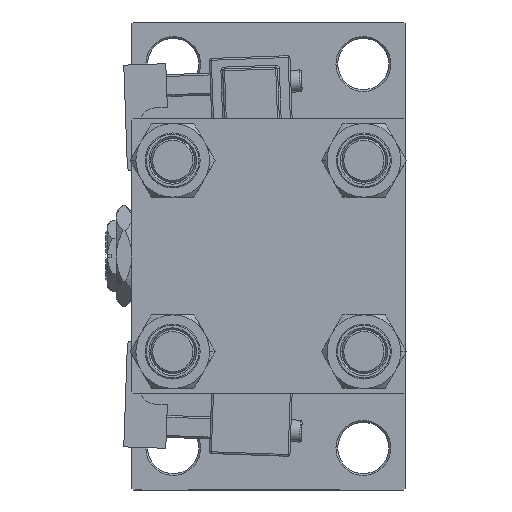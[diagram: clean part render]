
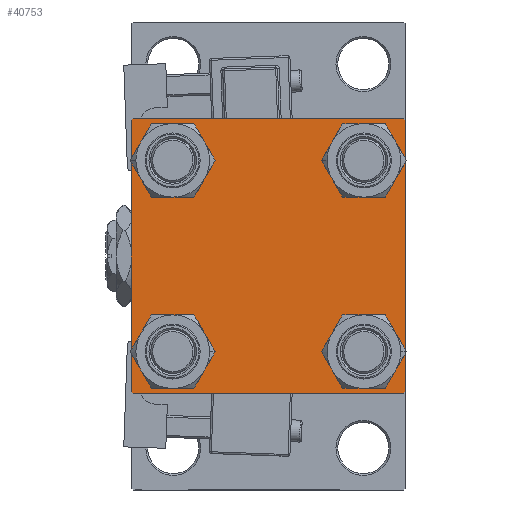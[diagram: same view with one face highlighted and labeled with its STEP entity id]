
A CAD part, left-side view. The second image highlights one B-rep face of the part: STEP entity #40753.
In plain terms, the highlighted planar face has unit normal (-1, 0, 0).
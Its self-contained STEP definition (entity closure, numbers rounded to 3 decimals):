
#1522 = CARTESIAN_POINT ( 'NONE',  ( 0., -26.15, -32.65 ) ) ;
#1538 = ORIENTED_EDGE ( 'NONE', *, *, #15688, .T. ) ;
#1669 = EDGE_LOOP ( 'NONE', ( #33935, #29039 ) ) ;
#1854 = VERTEX_POINT ( 'NONE', #46834 ) ;
#1871 = ORIENTED_EDGE ( 'NONE', *, *, #41453, .T. ) ;
#2125 = CARTESIAN_POINT ( 'NONE',  ( 0., -37.25, -37.25 ) ) ;
#2354 = AXIS2_PLACEMENT_3D ( 'NONE', #19550, #48304, #20600 ) ;
#2446 = EDGE_CURVE ( 'NONE', #41821, #31465, #25751, .T. ) ;
#2536 = DIRECTION ( 'NONE',  ( 0., -1., 0. ) ) ;
#2930 = VERTEX_POINT ( 'NONE', #46000 ) ;
#3106 = DIRECTION ( 'NONE',  ( 0., 0., 1. ) ) ;
#3278 = FACE_BOUND ( 'NONE', #33805, .T. ) ;
#3620 = LINE ( 'NONE', #48524, #13287 ) ;
#3686 = VECTOR ( 'NONE', #49155, 1000. ) ;
#4519 = VERTEX_POINT ( 'NONE', #51496 ) ;
#4530 = EDGE_CURVE ( 'NONE', #33148, #31176, #34845, .T. ) ;
#4620 = EDGE_CURVE ( 'NONE', #1854, #27476, #32107, .T. ) ;
#4914 = ORIENTED_EDGE ( 'NONE', *, *, #4620, .T. ) ;
#5228 = CIRCLE ( 'NONE', #33592, 6.5 ) ;
#5418 = CARTESIAN_POINT ( 'NONE',  ( 0., -26.15, 26.15 ) ) ;
#5555 = DIRECTION ( 'NONE',  ( 0., 0., -1. ) ) ;
#5677 = DIRECTION ( 'NONE',  ( 1., 0., 0. ) ) ;
#5716 = EDGE_CURVE ( 'NONE', #33148, #31465, #47306, .T. ) ;
#6777 = CARTESIAN_POINT ( 'NONE',  ( 0., 0., 0. ) ) ;
#7141 = EDGE_LOOP ( 'NONE', ( #1538, #32419 ) ) ;
#7350 = VERTEX_POINT ( 'NONE', #8198 ) ;
#7605 = CARTESIAN_POINT ( 'NONE',  ( 0., 26.15, 26.15 ) ) ;
#8198 = CARTESIAN_POINT ( 'NONE',  ( 0., -26.15, 19.65 ) ) ;
#9033 = VECTOR ( 'NONE', #2536, 1000. ) ;
#9073 = CIRCLE ( 'NONE', #23658, 6.5 ) ;
#9108 = CIRCLE ( 'NONE', #14276, 6.5 ) ;
#10209 = ORIENTED_EDGE ( 'NONE', *, *, #13520, .T. ) ;
#10344 = DIRECTION ( 'NONE',  ( 1., 0., 0. ) ) ;
#10418 = VERTEX_POINT ( 'NONE', #1522 ) ;
#10555 = FACE_BOUND ( 'NONE', #12262, .T. ) ;
#10861 = AXIS2_PLACEMENT_3D ( 'NONE', #7605, #24015, #40404 ) ;
#11316 = CARTESIAN_POINT ( 'NONE',  ( 0., 37.5, 37. ) ) ;
#11628 = FACE_OUTER_BOUND ( 'NONE', #42208, .T. ) ;
#11857 = DIRECTION ( 'NONE',  ( 1., 0., 0. ) ) ;
#11899 = CARTESIAN_POINT ( 'NONE',  ( 0., 37., 37.5 ) ) ;
#12262 = EDGE_LOOP ( 'NONE', ( #37907, #27551 ) ) ;
#12365 = AXIS2_PLACEMENT_3D ( 'NONE', #32418, #20314, #3106 ) ;
#12608 = CARTESIAN_POINT ( 'NONE',  ( 0., 37.25, -37.25 ) ) ;
#12649 = ORIENTED_EDGE ( 'NONE', *, *, #39015, .T. ) ;
#12882 = CARTESIAN_POINT ( 'NONE',  ( 0., -26.15, -19.65 ) ) ;
#13287 = VECTOR ( 'NONE', #23809, 1000. ) ;
#13520 = EDGE_CURVE ( 'NONE', #27476, #1854, #34044, .T. ) ;
#13849 = CARTESIAN_POINT ( 'NONE',  ( 0., -26.15, -26.15 ) ) ;
#14276 = AXIS2_PLACEMENT_3D ( 'NONE', #13849, #10344, #34555 ) ;
#15688 = EDGE_CURVE ( 'NONE', #48742, #10418, #25562, .T. ) ;
#16038 = ORIENTED_EDGE ( 'NONE', *, *, #2446, .F. ) ;
#16434 = ORIENTED_EDGE ( 'NONE', *, *, #5716, .T. ) ;
#18038 = DIRECTION ( 'NONE',  ( 0., 0.707, 0.707 ) ) ;
#18044 = DIRECTION ( 'NONE',  ( 0., 0., 1. ) ) ;
#19550 = CARTESIAN_POINT ( 'NONE',  ( 0., -26.15, -26.15 ) ) ;
#20314 = DIRECTION ( 'NONE',  ( 1., 0., 0. ) ) ;
#20600 = DIRECTION ( 'NONE',  ( 0., 0., 1. ) ) ;
#20968 = VECTOR ( 'NONE', #18038, 1000. ) ;
#22232 = CARTESIAN_POINT ( 'NONE',  ( 0., 37.5, -37. ) ) ;
#22509 = DIRECTION ( 'NONE',  ( 1., 0., 0. ) ) ;
#22773 = CARTESIAN_POINT ( 'NONE',  ( 0., 26.15, -26.15 ) ) ;
#23219 = ORIENTED_EDGE ( 'NONE', *, *, #39875, .T. ) ;
#23392 = EDGE_CURVE ( 'NONE', #27829, #31176, #27396, .T. ) ;
#23535 = CARTESIAN_POINT ( 'NONE',  ( 0., 26.15, -26.15 ) ) ;
#23658 = AXIS2_PLACEMENT_3D ( 'NONE', #5418, #5677, #18044 ) ;
#23809 = DIRECTION ( 'NONE',  ( 0., 0.707, -0.707 ) ) ;
#23883 = ORIENTED_EDGE ( 'NONE', *, *, #23392, .T. ) ;
#24015 = DIRECTION ( 'NONE',  ( 1., 0., 0. ) ) ;
#25562 = CIRCLE ( 'NONE', #2354, 6.5 ) ;
#25751 = LINE ( 'NONE', #42146, #3686 ) ;
#26356 = CARTESIAN_POINT ( 'NONE',  ( 0., -37., 37.5 ) ) ;
#26660 = EDGE_CURVE ( 'NONE', #7350, #4519, #39469, .T. ) ;
#27005 = CARTESIAN_POINT ( 'NONE',  ( 0., 26.15, 19.65 ) ) ;
#27087 = AXIS2_PLACEMENT_3D ( 'NONE', #22773, #22509, #46698 ) ;
#27222 = FACE_BOUND ( 'NONE', #7141, .T. ) ;
#27396 = LINE ( 'NONE', #2125, #33616 ) ;
#27476 = VERTEX_POINT ( 'NONE', #27005 ) ;
#27489 = DIRECTION ( 'NONE',  ( -1., 0., 0. ) ) ;
#27551 = ORIENTED_EDGE ( 'NONE', *, *, #26660, .T. ) ;
#27829 = VERTEX_POINT ( 'NONE', #28464 ) ;
#28464 = CARTESIAN_POINT ( 'NONE',  ( 0., -37., -37.5 ) ) ;
#28566 = LINE ( 'NONE', #37163, #28693 ) ;
#28693 = VECTOR ( 'NONE', #44947, 1000. ) ;
#29039 = ORIENTED_EDGE ( 'NONE', *, *, #52886, .T. ) ;
#31176 = VERTEX_POINT ( 'NONE', #51144 ) ;
#31287 = VECTOR ( 'NONE', #33311, 1000. ) ;
#31465 = VERTEX_POINT ( 'NONE', #26356 ) ;
#32060 = FACE_BOUND ( 'NONE', #1669, .T. ) ;
#32107 = CIRCLE ( 'NONE', #12365, 6.5 ) ;
#32135 = DIRECTION ( 'NONE',  ( 1., 0., 0. ) ) ;
#32393 = CARTESIAN_POINT ( 'NONE',  ( 0., 37.5, -37.5 ) ) ;
#32418 = CARTESIAN_POINT ( 'NONE',  ( 0., 26.15, 26.15 ) ) ;
#32419 = ORIENTED_EDGE ( 'NONE', *, *, #46763, .T. ) ;
#33043 = LINE ( 'NONE', #12608, #31287 ) ;
#33058 = AXIS2_PLACEMENT_3D ( 'NONE', #6777, #27489, #52210 ) ;
#33148 = VERTEX_POINT ( 'NONE', #46001 ) ;
#33311 = DIRECTION ( 'NONE',  ( 0., -0.707, -0.707 ) ) ;
#33592 = AXIS2_PLACEMENT_3D ( 'NONE', #23535, #32135, #44744 ) ;
#33616 = VECTOR ( 'NONE', #51325, 1000. ) ;
#33805 = EDGE_LOOP ( 'NONE', ( #4914, #10209 ) ) ;
#33935 = ORIENTED_EDGE ( 'NONE', *, *, #45618, .T. ) ;
#33974 = CIRCLE ( 'NONE', #27087, 6.5 ) ;
#34044 = CIRCLE ( 'NONE', #10861, 6.5 ) ;
#34173 = CARTESIAN_POINT ( 'NONE',  ( 0., -37.25, 37.25 ) ) ;
#34555 = DIRECTION ( 'NONE',  ( 0., 0., 1. ) ) ;
#34845 = LINE ( 'NONE', #42649, #46663 ) ;
#34909 = VERTEX_POINT ( 'NONE', #48092 ) ;
#35830 = PLANE ( 'NONE',  #33058 ) ;
#36637 = CARTESIAN_POINT ( 'NONE',  ( 0., 37., -37.5 ) ) ;
#37163 = CARTESIAN_POINT ( 'NONE',  ( 0., 37.5, 37.5 ) ) ;
#37907 = ORIENTED_EDGE ( 'NONE', *, *, #42018, .T. ) ;
#38846 = ORIENTED_EDGE ( 'NONE', *, *, #4530, .F. ) ;
#39015 = EDGE_CURVE ( 'NONE', #49497, #44132, #28566, .T. ) ;
#39469 = CIRCLE ( 'NONE', #41203, 6.5 ) ;
#39875 = EDGE_CURVE ( 'NONE', #44132, #41964, #33043, .T. ) ;
#40404 = DIRECTION ( 'NONE',  ( 0., 0., 1. ) ) ;
#40557 = EDGE_CURVE ( 'NONE', #41964, #27829, #47978, .T. ) ;
#40753 = ADVANCED_FACE ( 'NONE', ( #10555, #27222, #32060, #3278, #11628 ), #35830, .T. ) ;
#41148 = DIRECTION ( 'NONE',  ( 0., 0., 1. ) ) ;
#41203 = AXIS2_PLACEMENT_3D ( 'NONE', #44903, #11857, #41148 ) ;
#41453 = EDGE_CURVE ( 'NONE', #41821, #49497, #3620, .T. ) ;
#41821 = VERTEX_POINT ( 'NONE', #11899 ) ;
#41964 = VERTEX_POINT ( 'NONE', #36637 ) ;
#42018 = EDGE_CURVE ( 'NONE', #4519, #7350, #9073, .T. ) ;
#42146 = CARTESIAN_POINT ( 'NONE',  ( 0., 37.5, 37.5 ) ) ;
#42208 = EDGE_LOOP ( 'NONE', ( #12649, #23219, #51041, #23883, #38846, #16434, #16038, #1871 ) ) ;
#42649 = CARTESIAN_POINT ( 'NONE',  ( 0., -37.5, 37.5 ) ) ;
#44132 = VERTEX_POINT ( 'NONE', #22232 ) ;
#44744 = DIRECTION ( 'NONE',  ( 0., 0., 1. ) ) ;
#44903 = CARTESIAN_POINT ( 'NONE',  ( 0., -26.15, 26.15 ) ) ;
#44947 = DIRECTION ( 'NONE',  ( 0., 0., -1. ) ) ;
#45618 = EDGE_CURVE ( 'NONE', #34909, #2930, #33974, .T. ) ;
#46000 = CARTESIAN_POINT ( 'NONE',  ( 0., 26.15, -32.65 ) ) ;
#46001 = CARTESIAN_POINT ( 'NONE',  ( 0., -37.5, 37. ) ) ;
#46663 = VECTOR ( 'NONE', #5555, 1000. ) ;
#46698 = DIRECTION ( 'NONE',  ( 0., 0., 1. ) ) ;
#46763 = EDGE_CURVE ( 'NONE', #10418, #48742, #9108, .T. ) ;
#46834 = CARTESIAN_POINT ( 'NONE',  ( 0., 26.15, 32.65 ) ) ;
#47306 = LINE ( 'NONE', #34173, #20968 ) ;
#47978 = LINE ( 'NONE', #32393, #9033 ) ;
#48092 = CARTESIAN_POINT ( 'NONE',  ( 0., 26.15, -19.65 ) ) ;
#48304 = DIRECTION ( 'NONE',  ( 1., 0., 0. ) ) ;
#48524 = CARTESIAN_POINT ( 'NONE',  ( 0., 37.25, 37.25 ) ) ;
#48742 = VERTEX_POINT ( 'NONE', #12882 ) ;
#49155 = DIRECTION ( 'NONE',  ( 0., -1., 0. ) ) ;
#49497 = VERTEX_POINT ( 'NONE', #11316 ) ;
#51041 = ORIENTED_EDGE ( 'NONE', *, *, #40557, .T. ) ;
#51144 = CARTESIAN_POINT ( 'NONE',  ( 0., -37.5, -37. ) ) ;
#51325 = DIRECTION ( 'NONE',  ( 0., -0.707, 0.707 ) ) ;
#51496 = CARTESIAN_POINT ( 'NONE',  ( 0., -26.15, 32.65 ) ) ;
#52210 = DIRECTION ( 'NONE',  ( 0., 0., 1. ) ) ;
#52886 = EDGE_CURVE ( 'NONE', #2930, #34909, #5228, .T. ) ;
